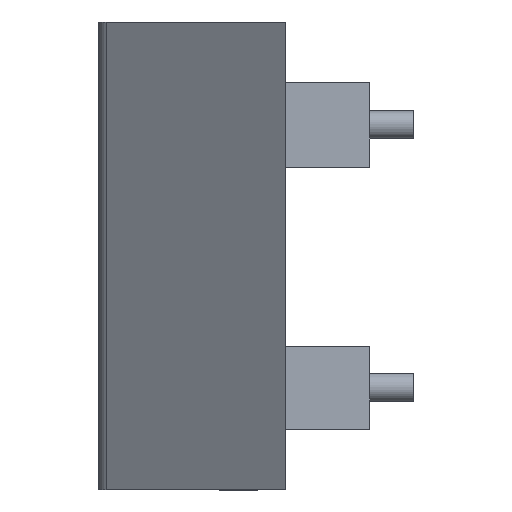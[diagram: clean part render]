
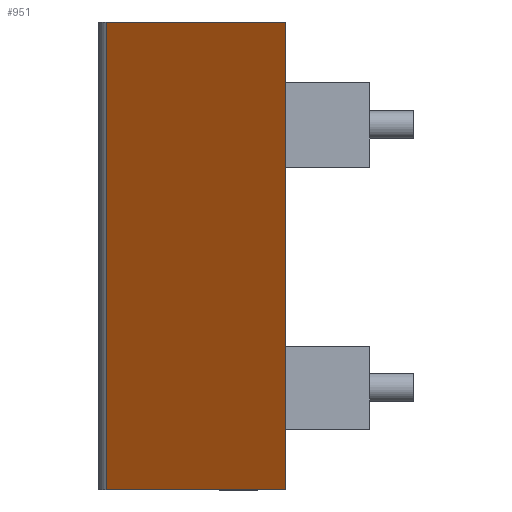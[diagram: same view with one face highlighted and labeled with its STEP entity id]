
A CAD part, left-side view. The second image highlights one B-rep face of the part: STEP entity #951.
In plain terms, the highlighted planar face has unit normal (-0.8, 0.6, 0).
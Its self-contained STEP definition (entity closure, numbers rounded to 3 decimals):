
#127=FACE_OUTER_BOUND('',#183,.T.);
#183=EDGE_LOOP('',(#687,#688,#689,#690));
#229=LINE('',#1437,#309);
#261=LINE('',#1500,#341);
#265=LINE('',#1515,#345);
#266=LINE('',#1518,#346);
#309=VECTOR('',#1169,10.);
#341=VECTOR('',#1215,10.);
#345=VECTOR('',#1233,10.);
#346=VECTOR('',#1238,10.);
#390=VERTEX_POINT('',#1434);
#391=VERTEX_POINT('',#1436);
#414=VERTEX_POINT('',#1497);
#415=VERTEX_POINT('',#1499);
#481=EDGE_CURVE('',#390,#391,#229,.T.);
#513=EDGE_CURVE('',#414,#415,#261,.T.);
#521=EDGE_CURVE('',#415,#390,#265,.T.);
#522=EDGE_CURVE('',#414,#391,#266,.T.);
#687=ORIENTED_EDGE('',*,*,#521,.F.);
#688=ORIENTED_EDGE('',*,*,#513,.F.);
#689=ORIENTED_EDGE('',*,*,#522,.T.);
#690=ORIENTED_EDGE('',*,*,#481,.F.);
#891=PLANE('',#1081);
#951=ADVANCED_FACE('',(#127),#891,.T.);
#1081=AXIS2_PLACEMENT_3D('',#1519,#1239,#1240);
#1169=DIRECTION('',(-0.6,-0.8,0.));
#1215=DIRECTION('',(0.6,0.8,0.));
#1233=DIRECTION('',(0.,0.,1.));
#1238=DIRECTION('',(0.,0.,1.));
#1239=DIRECTION('center_axis',(-0.8,0.6,0.));
#1240=DIRECTION('ref_axis',(-0.6,-0.8,0.));
#1434=CARTESIAN_POINT('',(-20.6,29.2,25.));
#1436=CARTESIAN_POINT('',(-35.,10.,25.));
#1437=CARTESIAN_POINT('',(-35.,10.,25.));
#1497=CARTESIAN_POINT('',(-35.,10.,-25.));
#1499=CARTESIAN_POINT('',(-20.6,29.2,-25.));
#1500=CARTESIAN_POINT('',(-35.,10.,-25.));
#1515=CARTESIAN_POINT('',(-20.6,29.2,-12.5));
#1518=CARTESIAN_POINT('',(-35.,10.,-25.));
#1519=CARTESIAN_POINT('Origin',(-20.,30.,-25.));
